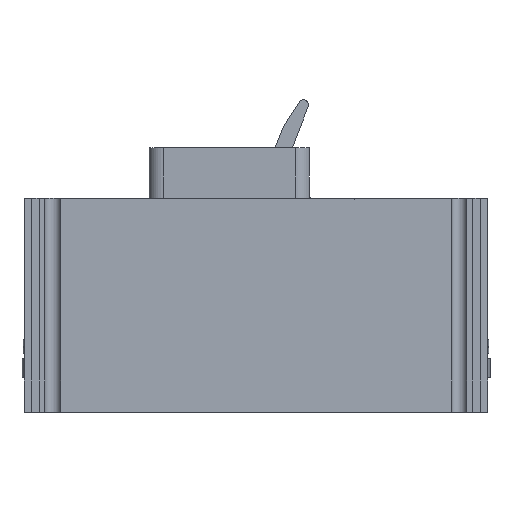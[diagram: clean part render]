
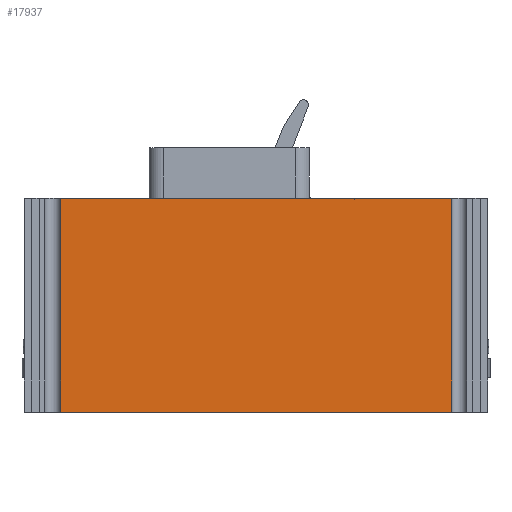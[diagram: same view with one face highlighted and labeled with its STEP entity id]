
A CAD part, left-side view. The second image highlights one B-rep face of the part: STEP entity #17937.
In plain terms, the highlighted planar face has unit normal (-1, 0, 0).
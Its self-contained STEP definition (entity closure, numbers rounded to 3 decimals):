
#78=DIRECTION('',(0.,0.,1.));
#79=VECTOR('',#78,60.);
#80=CARTESIAN_POINT('',(0.,131.478,-69.201));
#81=LINE('',#80,#79);
#85=DIRECTION('',(0.,-1.,0.));
#86=VECTOR('',#85,109.7);
#87=CARTESIAN_POINT('',(0.,131.478,-9.201));
#88=LINE('',#87,#86);
#92=DIRECTION('',(0.,0.,1.));
#93=VECTOR('',#92,60.);
#94=CARTESIAN_POINT('',(0.,21.778,-69.201));
#95=LINE('',#94,#93);
#99=DIRECTION('',(0.,1.,0.));
#100=VECTOR('',#99,109.7);
#101=CARTESIAN_POINT('',(0.,21.778,-69.201));
#102=LINE('',#101,#100);
#17136=CARTESIAN_POINT('',(0.,131.478,-69.201));
#17137=CARTESIAN_POINT('',(0.,131.478,-9.201));
#17138=VERTEX_POINT('',#17136);
#17139=VERTEX_POINT('',#17137);
#17156=CARTESIAN_POINT('',(0.,21.778,-69.201));
#17157=CARTESIAN_POINT('',(0.,21.778,-9.201));
#17158=VERTEX_POINT('',#17156);
#17159=VERTEX_POINT('',#17157);
#17922=CARTESIAN_POINT('',(0.,0.,0.));
#17923=DIRECTION('',(1.,0.,0.));
#17924=DIRECTION('',(0.,0.,-1.));
#17925=AXIS2_PLACEMENT_3D('',#17922,#17923,#17924);
#17926=PLANE('',#17925);
#17928=ORIENTED_EDGE('',*,*,#17927,.T.);
#17930=ORIENTED_EDGE('',*,*,#17929,.T.);
#17932=ORIENTED_EDGE('',*,*,#17931,.F.);
#17934=ORIENTED_EDGE('',*,*,#17933,.T.);
#17935=EDGE_LOOP('',(#17928,#17930,#17932,#17934));
#17936=FACE_OUTER_BOUND('',#17935,.F.);
#17927=EDGE_CURVE('',#17138,#17139,#81,.T.);
#17929=EDGE_CURVE('',#17139,#17159,#88,.T.);
#17931=EDGE_CURVE('',#17158,#17159,#95,.T.);
#17933=EDGE_CURVE('',#17158,#17138,#102,.T.);
#17937=ADVANCED_FACE('',(#17936),#17926,.F.);
